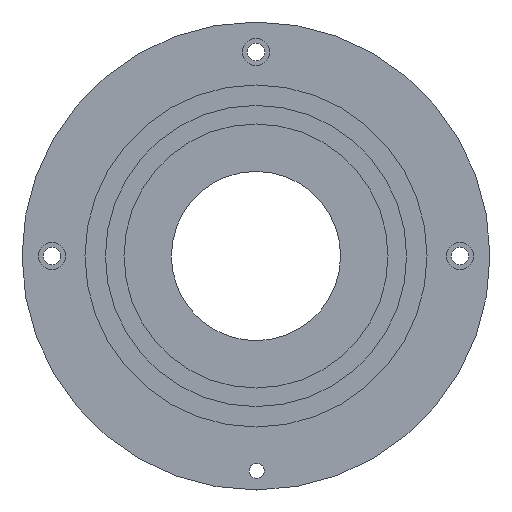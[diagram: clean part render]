
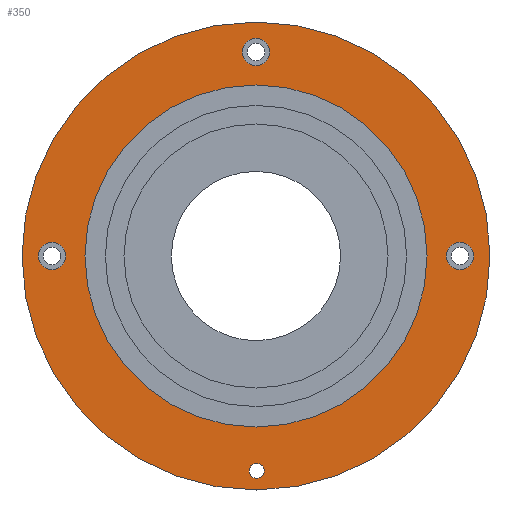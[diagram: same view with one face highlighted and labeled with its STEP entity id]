
A CAD part, front view. The second image highlights one B-rep face of the part: STEP entity #350.
In plain terms, the highlighted planar face has unit normal (0, -1, 0).
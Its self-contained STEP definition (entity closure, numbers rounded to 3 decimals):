
#24=FACE_BOUND('',#84,.T.);
#25=FACE_BOUND('',#85,.T.);
#26=FACE_BOUND('',#86,.T.);
#27=FACE_BOUND('',#87,.T.);
#28=FACE_BOUND('',#88,.T.);
#40=PLANE('',#394);
#56=FACE_OUTER_BOUND('',#83,.T.);
#83=EDGE_LOOP('',(#278,#279));
#84=EDGE_LOOP('',(#280));
#85=EDGE_LOOP('',(#281));
#86=EDGE_LOOP('',(#282));
#87=EDGE_LOOP('',(#283));
#88=EDGE_LOOP('',(#284));
#133=CIRCLE('',#366,1.25);
#135=CIRCLE('',#369,2.3);
#139=CIRCLE('',#375,2.3);
#142=CIRCLE('',#380,2.3);
#147=CIRCLE('',#388,28.5);
#150=CIRCLE('',#395,3.2);
#151=CIRCLE('',#396,39.);
#163=VERTEX_POINT('',#548);
#165=VERTEX_POINT('',#554);
#169=VERTEX_POINT('',#565);
#172=VERTEX_POINT('',#574);
#178=VERTEX_POINT('',#591);
#181=VERTEX_POINT('',#603);
#182=VERTEX_POINT('',#604);
#194=EDGE_CURVE('',#163,#163,#133,.T.);
#197=EDGE_CURVE('',#165,#165,#135,.T.);
#202=EDGE_CURVE('',#169,#169,#139,.T.);
#206=EDGE_CURVE('',#172,#172,#142,.T.);
#215=EDGE_CURVE('',#178,#178,#147,.T.);
#219=EDGE_CURVE('',#181,#182,#150,.T.);
#220=EDGE_CURVE('',#182,#181,#151,.T.);
#278=ORIENTED_EDGE('',*,*,#219,.T.);
#279=ORIENTED_EDGE('',*,*,#220,.T.);
#280=ORIENTED_EDGE('',*,*,#194,.T.);
#281=ORIENTED_EDGE('',*,*,#197,.T.);
#282=ORIENTED_EDGE('',*,*,#202,.T.);
#283=ORIENTED_EDGE('',*,*,#206,.T.);
#284=ORIENTED_EDGE('',*,*,#215,.T.);
#350=ADVANCED_FACE('',(#56,#24,#25,#26,#27,#28),#40,.T.);
#366=AXIS2_PLACEMENT_3D('',#549,#428,#429);
#369=AXIS2_PLACEMENT_3D('',#555,#435,#436);
#375=AXIS2_PLACEMENT_3D('',#566,#448,#449);
#380=AXIS2_PLACEMENT_3D('',#575,#459,#460);
#388=AXIS2_PLACEMENT_3D('',#593,#479,#480);
#394=AXIS2_PLACEMENT_3D('',#602,#492,#493);
#395=AXIS2_PLACEMENT_3D('',#605,#494,#495);
#396=AXIS2_PLACEMENT_3D('',#606,#496,#497);
#428=DIRECTION('center_axis',(0.,1.,0.));
#429=DIRECTION('ref_axis',(1.,0.,0.));
#435=DIRECTION('center_axis',(0.,1.,0.));
#436=DIRECTION('ref_axis',(1.,0.,0.));
#448=DIRECTION('center_axis',(0.,1.,0.));
#449=DIRECTION('ref_axis',(1.,0.,0.));
#459=DIRECTION('center_axis',(0.,1.,0.));
#460=DIRECTION('ref_axis',(1.,0.,0.));
#479=DIRECTION('center_axis',(0.,1.,0.));
#480=DIRECTION('ref_axis',(1.,0.,0.));
#492=DIRECTION('center_axis',(0.,-1.,0.));
#493=DIRECTION('ref_axis',(1.,0.,0.));
#494=DIRECTION('center_axis',(0.,-1.,0.));
#495=DIRECTION('ref_axis',(1.,0.,0.));
#496=DIRECTION('center_axis',(0.,-1.,0.));
#497=DIRECTION('ref_axis',(0.003,0.,-1.));
#548=CARTESIAN_POINT('',(-1.147,63.42,244.059));
#549=CARTESIAN_POINT('Origin',(0.103,63.42,244.059));
#554=CARTESIAN_POINT('',(-36.3,63.42,279.858));
#555=CARTESIAN_POINT('Origin',(-34.,63.42,279.858));
#565=CARTESIAN_POINT('',(-2.3,63.42,313.858));
#566=CARTESIAN_POINT('Origin',(0.,63.42,313.858));
#574=CARTESIAN_POINT('',(31.7,63.42,279.858));
#575=CARTESIAN_POINT('Origin',(34.,63.42,279.858));
#591=CARTESIAN_POINT('',(-28.5,63.42,279.858));
#593=CARTESIAN_POINT('Origin',(0.,63.42,279.858));
#602=CARTESIAN_POINT('Origin',(0.,63.42,279.858));
#603=CARTESIAN_POINT('',(0.107,63.42,240.859));
#604=CARTESIAN_POINT('',(0.117,63.42,240.859));
#605=CARTESIAN_POINT('Origin',(0.103,63.42,244.059));
#606=CARTESIAN_POINT('Origin',(0.,63.42,279.858));
